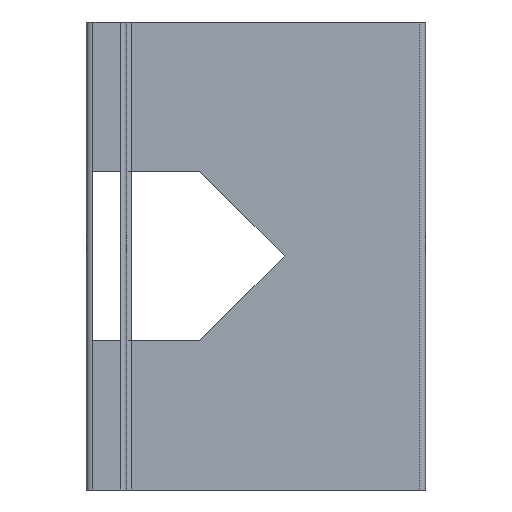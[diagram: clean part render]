
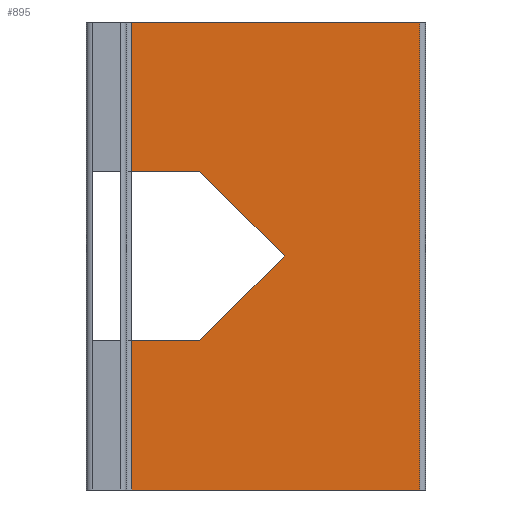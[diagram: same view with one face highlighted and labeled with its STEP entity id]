
A CAD part, front view. The second image highlights one B-rep face of the part: STEP entity #895.
In plain terms, the highlighted planar face has unit normal (0, -1, 0).
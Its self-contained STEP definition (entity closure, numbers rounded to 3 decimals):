
#106=FACE_OUTER_BOUND('',#154,.T.);
#154=EDGE_LOOP('',(#794,#795,#796,#797,#798,#799,#800,#801,#802));
#194=LINE('',#1421,#288);
#203=LINE('',#1458,#297);
#217=LINE('',#1494,#311);
#222=LINE('',#1504,#316);
#250=LINE('',#1553,#344);
#251=LINE('',#1554,#345);
#252=LINE('',#1556,#346);
#253=LINE('',#1558,#347);
#254=LINE('',#1559,#348);
#288=VECTOR('',#1084,10.);
#297=VECTOR('',#1117,10.);
#311=VECTOR('',#1145,10.);
#316=VECTOR('',#1152,10.);
#344=VECTOR('',#1216,10.);
#345=VECTOR('',#1217,10.);
#346=VECTOR('',#1220,10.);
#347=VECTOR('',#1221,10.);
#348=VECTOR('',#1222,10.);
#397=VERTEX_POINT('',#1418);
#398=VERTEX_POINT('',#1420);
#413=VERTEX_POINT('',#1455);
#414=VERTEX_POINT('',#1457);
#428=VERTEX_POINT('',#1491);
#429=VERTEX_POINT('',#1493);
#432=VERTEX_POINT('',#1501);
#433=VERTEX_POINT('',#1503);
#437=VERTEX_POINT('',#1557);
#494=EDGE_CURVE('',#397,#398,#194,.F.);
#512=EDGE_CURVE('',#413,#414,#203,.F.);
#530=EDGE_CURVE('',#429,#428,#217,.T.);
#535=EDGE_CURVE('',#433,#432,#222,.T.);
#564=EDGE_CURVE('',#398,#428,#250,.T.);
#565=EDGE_CURVE('',#433,#413,#251,.T.);
#566=EDGE_CURVE('',#414,#397,#252,.T.);
#567=EDGE_CURVE('',#432,#437,#253,.T.);
#568=EDGE_CURVE('',#437,#429,#254,.T.);
#794=ORIENTED_EDGE('',*,*,#564,.F.);
#795=ORIENTED_EDGE('',*,*,#494,.F.);
#796=ORIENTED_EDGE('',*,*,#566,.F.);
#797=ORIENTED_EDGE('',*,*,#512,.F.);
#798=ORIENTED_EDGE('',*,*,#565,.F.);
#799=ORIENTED_EDGE('',*,*,#535,.T.);
#800=ORIENTED_EDGE('',*,*,#567,.T.);
#801=ORIENTED_EDGE('',*,*,#568,.T.);
#802=ORIENTED_EDGE('',*,*,#530,.T.);
#854=PLANE('',#984);
#895=ADVANCED_FACE('',(#106),#854,.F.);
#984=AXIS2_PLACEMENT_3D('',#1555,#1218,#1219);
#1084=DIRECTION('',(1.,0.,0.));
#1117=DIRECTION('',(-1.,0.,0.));
#1145=DIRECTION('',(-1.,0.,0.));
#1152=DIRECTION('',(1.,0.,0.));
#1216=DIRECTION('',(0.,0.,1.));
#1217=DIRECTION('',(0.,0.,1.));
#1218=DIRECTION('center_axis',(0.,1.,0.));
#1219=DIRECTION('ref_axis',(1.,0.,0.));
#1220=DIRECTION('',(0.,0.,-1.));
#1221=DIRECTION('',(0.707,0.,-0.707));
#1222=DIRECTION('',(-0.707,0.,-0.707));
#1418=CARTESIAN_POINT('',(35.,-33.2,-40.4));
#1420=CARTESIAN_POINT('',(-16.,-33.2,-40.4));
#1421=CARTESIAN_POINT('',(-8.5,-33.2,-40.4));
#1455=CARTESIAN_POINT('',(-16.,-33.2,42.4));
#1457=CARTESIAN_POINT('',(35.,-33.2,42.4));
#1458=CARTESIAN_POINT('',(-8.5,-33.2,42.4));
#1491=CARTESIAN_POINT('',(-16.,-33.2,-14.));
#1493=CARTESIAN_POINT('',(-4.,-33.2,-14.));
#1494=CARTESIAN_POINT('',(-20.5,-33.2,-14.));
#1501=CARTESIAN_POINT('',(-4.,-33.2,16.));
#1503=CARTESIAN_POINT('',(-16.,-33.2,16.));
#1504=CARTESIAN_POINT('',(-10.5,-33.2,16.));
#1553=CARTESIAN_POINT('',(-16.,-33.2,37.4));
#1554=CARTESIAN_POINT('',(-16.,-33.2,37.4));
#1555=CARTESIAN_POINT('Origin',(-17.,-33.2,37.4));
#1556=CARTESIAN_POINT('',(35.,-33.2,19.2));
#1557=CARTESIAN_POINT('',(11.,-33.2,1.));
#1558=CARTESIAN_POINT('',(-5.1,-33.2,17.1));
#1559=CARTESIAN_POINT('',(5.6,-33.2,-4.4));
